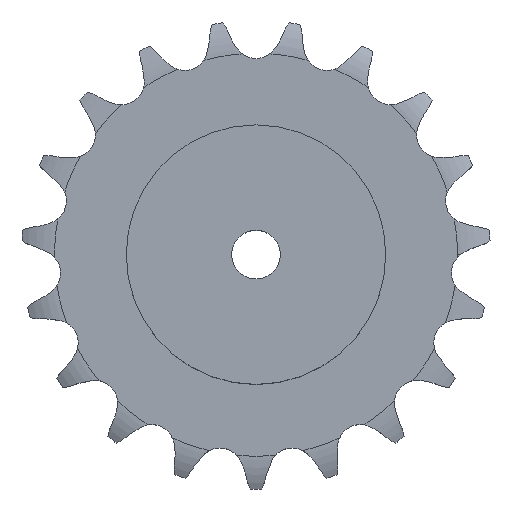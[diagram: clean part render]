
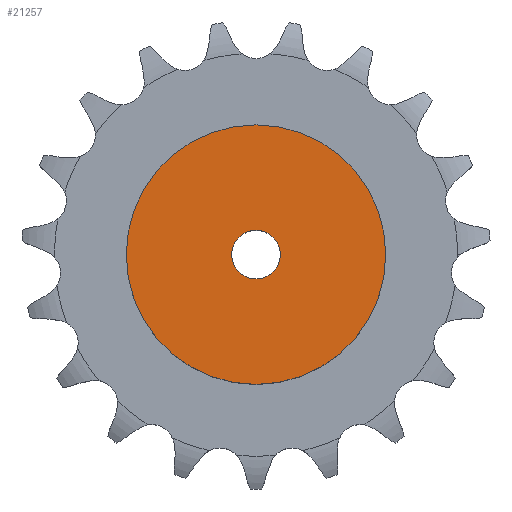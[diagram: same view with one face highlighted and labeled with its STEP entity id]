
A CAD part, top view. The second image highlights one B-rep face of the part: STEP entity #21257.
In plain terms, the highlighted planar face has unit normal (0, 0, 1).
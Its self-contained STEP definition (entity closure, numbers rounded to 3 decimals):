
#2847 = CYLINDRICAL_SURFACE('',#2848,80.);
#2848 = AXIS2_PLACEMENT_3D('',#2849,#2850,#2851);
#2849 = CARTESIAN_POINT('',(0.,0.,0.));
#2850 = DIRECTION('',(-0.,-0.,-1.));
#2851 = DIRECTION('',(1.,0.,0.));
#13660 = VERTEX_POINT('',#13661);
#13661 = CARTESIAN_POINT('',(80.,0.,75.));
#13682 = EDGE_CURVE('',#13660,#13660,#13683,.T.);
#13683 = SURFACE_CURVE('',#13684,(#13689,#13696),.PCURVE_S1.);
#13684 = CIRCLE('',#13685,80.);
#13685 = AXIS2_PLACEMENT_3D('',#13686,#13687,#13688);
#13686 = CARTESIAN_POINT('',(0.,0.,75.));
#13687 = DIRECTION('',(0.,0.,1.));
#13688 = DIRECTION('',(1.,0.,0.));
#13689 = PCURVE('',#2847,#13690);
#13690 = DEFINITIONAL_REPRESENTATION('',(#13691),#13695);
#13691 = LINE('',#13692,#13693);
#13692 = CARTESIAN_POINT('',(-0.,-75.));
#13693 = VECTOR('',#13694,1.);
#13694 = DIRECTION('',(-1.,0.));
#13695 = ( GEOMETRIC_REPRESENTATION_CONTEXT(2) 
PARAMETRIC_REPRESENTATION_CONTEXT() REPRESENTATION_CONTEXT('2D SPACE',''
  ) );
#13696 = PCURVE('',#13697,#13702);
#13697 = PLANE('',#13698);
#13698 = AXIS2_PLACEMENT_3D('',#13699,#13700,#13701);
#13699 = CARTESIAN_POINT('',(0.,0.,75.)
  );
#13700 = DIRECTION('',(0.,0.,1.));
#13701 = DIRECTION('',(1.,0.,0.));
#13702 = DEFINITIONAL_REPRESENTATION('',(#13703),#13707);
#13703 = CIRCLE('',#13704,80.);
#13704 = AXIS2_PLACEMENT_2D('',#13705,#13706);
#13705 = CARTESIAN_POINT('',(0.,0.));
#13706 = DIRECTION('',(1.,0.));
#13707 = ( GEOMETRIC_REPRESENTATION_CONTEXT(2) 
PARAMETRIC_REPRESENTATION_CONTEXT() REPRESENTATION_CONTEXT('2D SPACE',''
  ) );
#18204 = CYLINDRICAL_SURFACE('',#18205,15.);
#18205 = AXIS2_PLACEMENT_3D('',#18206,#18207,#18208);
#18206 = CARTESIAN_POINT('',(0.,0.,451.975));
#18207 = DIRECTION('',(0.,0.,1.));
#18208 = DIRECTION('',(1.,0.,0.));
#21257 = ADVANCED_FACE('',(#21258,#21261),#13697,.T.);
#21258 = FACE_BOUND('',#21259,.T.);
#21259 = EDGE_LOOP('',(#21260));
#21260 = ORIENTED_EDGE('',*,*,#13682,.T.);
#21261 = FACE_BOUND('',#21262,.T.);
#21262 = EDGE_LOOP('',(#21263));
#21263 = ORIENTED_EDGE('',*,*,#21264,.F.);
#21264 = EDGE_CURVE('',#21265,#21265,#21267,.T.);
#21265 = VERTEX_POINT('',#21266);
#21266 = CARTESIAN_POINT('',(15.,0.,75.));
#21267 = SURFACE_CURVE('',#21268,(#21273,#21280),.PCURVE_S1.);
#21268 = CIRCLE('',#21269,15.);
#21269 = AXIS2_PLACEMENT_3D('',#21270,#21271,#21272);
#21270 = CARTESIAN_POINT('',(0.,0.,75.));
#21271 = DIRECTION('',(0.,0.,1.));
#21272 = DIRECTION('',(1.,0.,0.));
#21273 = PCURVE('',#13697,#21274);
#21274 = DEFINITIONAL_REPRESENTATION('',(#21275),#21279);
#21275 = CIRCLE('',#21276,15.);
#21276 = AXIS2_PLACEMENT_2D('',#21277,#21278);
#21277 = CARTESIAN_POINT('',(0.,0.));
#21278 = DIRECTION('',(1.,0.));
#21279 = ( GEOMETRIC_REPRESENTATION_CONTEXT(2) 
PARAMETRIC_REPRESENTATION_CONTEXT() REPRESENTATION_CONTEXT('2D SPACE',''
  ) );
#21280 = PCURVE('',#18204,#21281);
#21281 = DEFINITIONAL_REPRESENTATION('',(#21282),#21286);
#21282 = LINE('',#21283,#21284);
#21283 = CARTESIAN_POINT('',(0.,-376.975));
#21284 = VECTOR('',#21285,1.);
#21285 = DIRECTION('',(1.,0.));
#21286 = ( GEOMETRIC_REPRESENTATION_CONTEXT(2) 
PARAMETRIC_REPRESENTATION_CONTEXT() REPRESENTATION_CONTEXT('2D SPACE',''
  ) );
